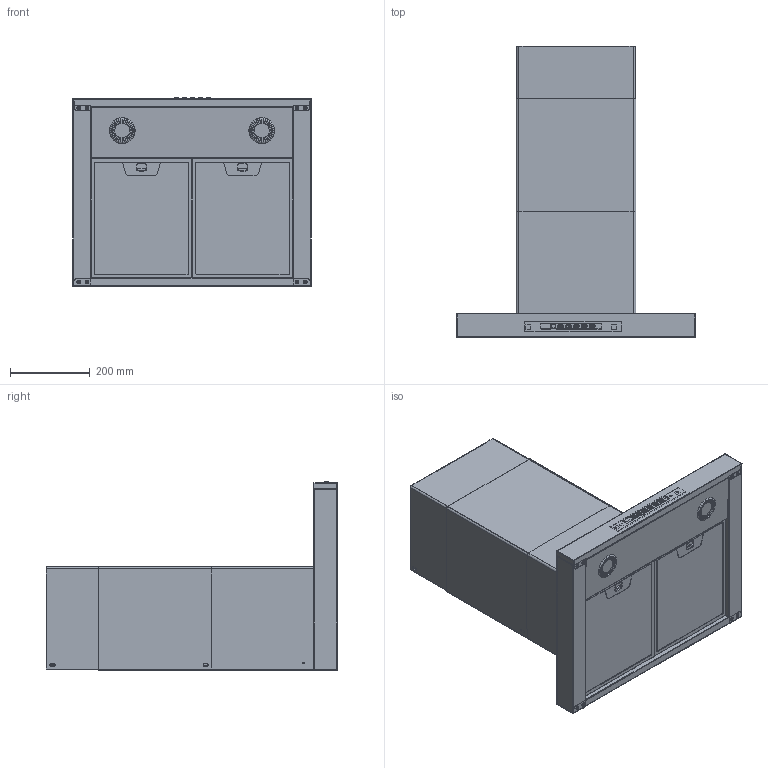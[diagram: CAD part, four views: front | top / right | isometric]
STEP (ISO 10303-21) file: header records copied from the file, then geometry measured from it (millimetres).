
FILE_DESCRIPTION((''),'2;1');
FILE_NAME('AQ4_887_ASM','2015-10-21T',('MN049'),(''),'PRO/ENGINEER BY PARAMETRIC TECHNOLOGY CORPORATION, 2014200','PRO/ENGINEER BY PARAMETRIC TECHNOLOGY CORPORATION, 2014200','');
FILE_SCHEMA(('CONFIG_CONTROL_DESIGN'));
Products named in the file (23): AP8_015; AQ4_002; SCR_018; RVT_001; AQ4_283; K37_014; AQ4_875_ASM; K37_015; K37_016; K37_711_ASM; AQ4_275; CME_057; CME_CONNETTORE_M2; CME_701_CONN; CME_FEMALE_TERMINAL; CME_705_AF11_ASM; CME_705_AF10_ASM; FIA_527; CWA_000B; CWA_400C; CWA_801A_ASM; AQ4_880_ASM; AQ4_887_ASM
Assembly tree (44 placements, depth 4):
  AQ4_887_ASM
    AQ4_880_ASM
      AQ4_875_ASM
        AP8_015
        AQ4_002
        SCR_018  x8
        RVT_001  x8
        AQ4_283
        K37_014
      K37_711_ASM
        K37_014
        K37_015
        K37_016
      AQ4_275
      CME_705_AF11_ASM
        CME_057
        CME_CONNETTORE_M2
        CME_701_CONN
        CME_FEMALE_TERMINAL  x2
      CME_705_AF10_ASM
        CME_057
        CME_CONNETTORE_M2
        CME_701_CONN
        CME_FEMALE_TERMINAL  x2
      FIA_527  x2
      CWA_801A_ASM
        CWA_000B
        CWA_400C
Bounding box: 598 x 730.87 x 474.05 mm (x, y, z)
Volume: 1614525.8 mm3; surface area: 3475559.7 mm2
Topology: 48 solids, 51 shells, 8283 faces, 21530 edges, 13600 vertices
Faces by surface type: plane 5068, cylinder 1954, bspline 502, cone 349, torus 332, sphere 78
Entity records: 186758 total; most frequent: CARTESIAN_POINT 54188, ORIENTED_EDGE 27852, DIRECTION 26762, EDGE_CURVE 13989, VECTOR 9594, LINE 9594, VERTEX_POINT 8773, AXIS2_PLACEMENT_3D 8584
